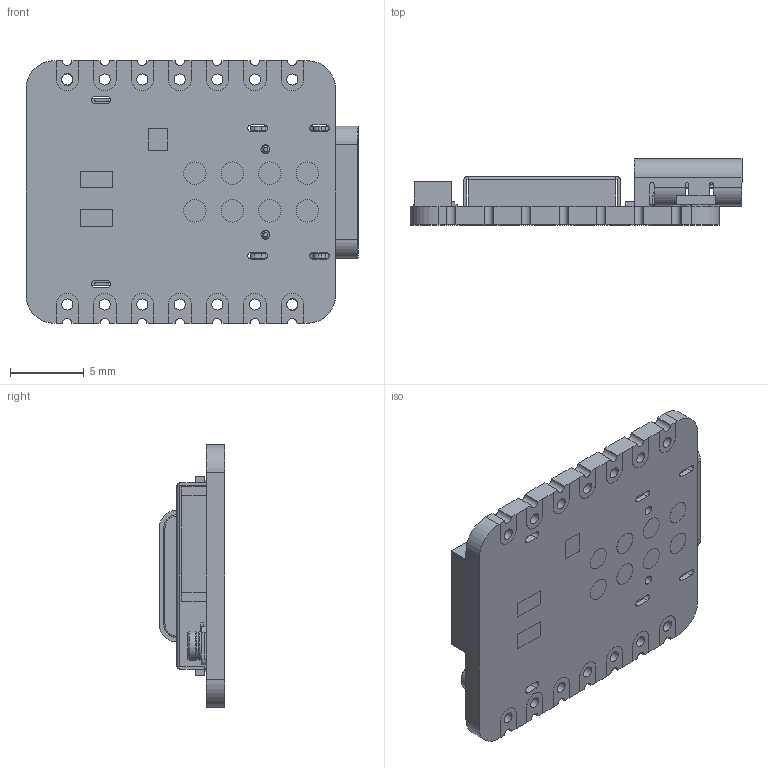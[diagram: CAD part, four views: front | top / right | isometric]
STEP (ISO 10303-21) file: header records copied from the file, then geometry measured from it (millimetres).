
FILE_DESCRIPTION(/* description */ ('','CAx-IF Rec.Pracs.---Representation and Presentation of Product Manufacturing Information (PMI)---4.0---2014-10-13'),/* implementation_level */ '2;1');
FILE_NAME(/* name */ 'Seeed Studio XIAO ESP32C6 v2.step',/* time_stamp */ '2025-02-17T08:48:36+05:30',/* author */ (''),/* organization */ (''),/* preprocessor_version */ 'ST-DEVELOPER v20',/* originating_system */ 'Autodesk Translation Framework v13.20.0.188',/* authorisation */ '');
FILE_SCHEMA (('AP242_MANAGED_MODEL_BASED_3D_ENGINEERING_MIM_LF { 1 0 10303 442 1 1 4 }'));
Length unit declared in the file: millimetre
Products named in the file (34): Seeed Studio XIAO ESP32C6; XIAO-ESP32S3 v2 v1; Seeed Studio XIAO-ESP32-S3 (Sense); USB TYPE C PORT; USB TYPE C PORT (1); BOSS-EXTRUDE14_8_; BOSS-EXTRUDE7_4_; BOSS-EXTRUDE7_3_; BOSS-EXTRUDE14_4_; BOSS-EXTRUDE14_2_; BOSS-EXTRUDE14_11_; BOSS-EXTRUDE7_7_; BOSS-EXTRUDE14_9_; BOSS-EXTRUDE14_3_; BOSS-EXTRUDE14_7_; MIRROR2; BOSS-EXTRUDE14_5_; BOSS-EXTRUDE14_12_; BOSS-EXTRUDE7_8_; BOSS-EXTRUDE7_1_; BOSS-EXTRUDE14_10_; BOSS-EXTRUDE7_9_; BOSS-EXTRUDE14_6_; CHAMFER9; BOSS-EXTRUDE14_1_; BOSS-EXTRUDE7_6_; BOSS-EXTRUDE7_2_; CUT-EXTRUDE5; BOSS-EXTRUDE7_5_; Shield; U.FL-R-SMT-1_10_ v1; SKTAAAE010 v1; Body; Pins
Assembly tree (34 placements, depth 6):
  Seeed Studio XIAO ESP32C6
    XIAO-ESP32S3 v2 v1
      Seeed Studio XIAO-ESP32-S3 (Sense)
        USB TYPE C PORT
          USB TYPE C PORT (1)
            BOSS-EXTRUDE14_8_
            BOSS-EXTRUDE7_4_
            BOSS-EXTRUDE7_3_
            BOSS-EXTRUDE14_4_
            BOSS-EXTRUDE14_2_
            BOSS-EXTRUDE14_11_
            BOSS-EXTRUDE7_7_
            BOSS-EXTRUDE14_9_
            BOSS-EXTRUDE14_3_
            BOSS-EXTRUDE14_7_
            MIRROR2
            BOSS-EXTRUDE14_5_
            BOSS-EXTRUDE14_12_
            BOSS-EXTRUDE7_8_
            BOSS-EXTRUDE7_1_
            BOSS-EXTRUDE14_10_
            BOSS-EXTRUDE7_9_
            BOSS-EXTRUDE14_6_
            CHAMFER9
            BOSS-EXTRUDE14_1_
            BOSS-EXTRUDE7_6_
            BOSS-EXTRUDE7_2_
            CUT-EXTRUDE5
            BOSS-EXTRUDE7_5_
        Shield
        SKTAAAE010 v1  x2
          Body
          Pins
        U.FL-R-SMT-1_10_ v1
Bounding box: 22.48 x 4.46 x 17.78 mm (x, y, z)
Volume: 654.4 mm3; surface area: 2330.5 mm2
Topology: 44 solids, 49 shells, 1678 faces, 4488 edges, 2949 vertices
Faces by surface type: plane 1135, bspline 315, cylinder 201, torus 12, cone 9, sphere 6
Full cylindrical faces by diameter (mm): 0.5 x3, 0.6 x2, 0.75 x14, 1.524 x8, 1.72 x1, 1.86 x1, 2 x2
Entity records: 53261 total; most frequent: CARTESIAN_POINT 12857, ORIENTED_EDGE 8852, DIRECTION 7036, EDGE_CURVE 4426, LINE 3362, VECTOR 3362, VERTEX_POINT 2909, AXIS2_PLACEMENT_3D 1837
